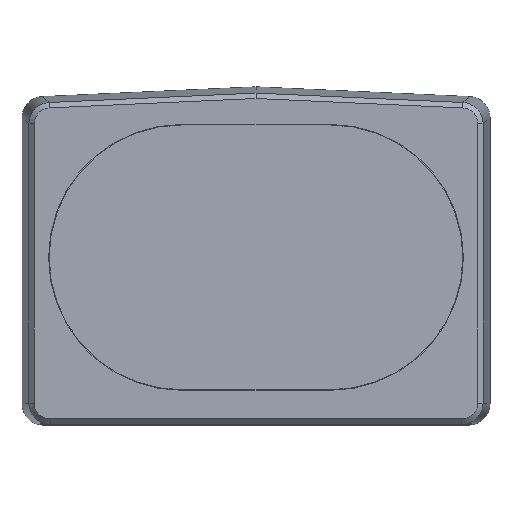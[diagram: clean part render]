
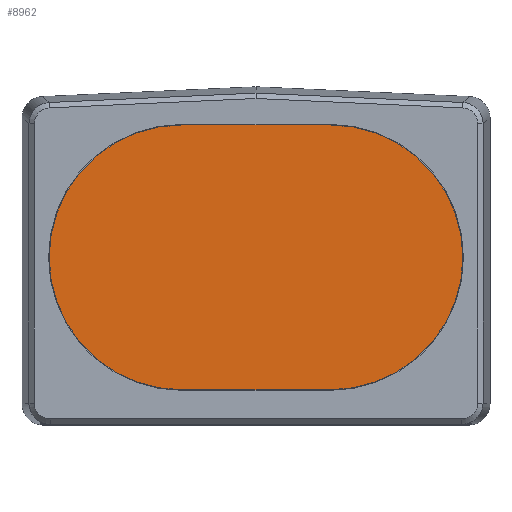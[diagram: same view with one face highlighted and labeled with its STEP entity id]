
A CAD part, top view. The second image highlights one B-rep face of the part: STEP entity #8962.
In plain terms, the highlighted planar face has unit normal (0, 0, 1).
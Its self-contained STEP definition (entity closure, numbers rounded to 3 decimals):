
#8845=CARTESIAN_POINT('',(-7.,-0.6,19.7));
#8846=DIRECTION('',(0.,0.,1.));
#8847=DIRECTION('',(0.,1.,0.));
#8848=AXIS2_PLACEMENT_3D('',#8845,#8846,#8847);
#8850=DIRECTION('',(-1.,0.,0.));
#8851=VECTOR('',#8850,14.);
#8852=CARTESIAN_POINT('',(7.,11.85,19.7));
#8853=LINE('',#8852,#8851);
#8854=CARTESIAN_POINT('',(7.,-0.6,19.7));
#8855=DIRECTION('',(0.,0.,1.));
#8856=DIRECTION('',(0.,-1.,0.));
#8857=AXIS2_PLACEMENT_3D('',#8854,#8855,#8856);
#8859=DIRECTION('',(1.,0.,0.));
#8860=VECTOR('',#8859,14.);
#8861=CARTESIAN_POINT('',(-7.,-13.05,19.7));
#8862=LINE('',#8861,#8860);
#8871=CARTESIAN_POINT('',(-7.,11.85,19.7));
#8872=CARTESIAN_POINT('',(-7.,-13.05,19.7));
#8873=VERTEX_POINT('',#8871);
#8874=VERTEX_POINT('',#8872);
#8875=CARTESIAN_POINT('',(7.,-13.05,19.7));
#8876=VERTEX_POINT('',#8875);
#8877=CARTESIAN_POINT('',(7.,11.85,19.7));
#8878=VERTEX_POINT('',#8877);
#8951=CARTESIAN_POINT('',(0.,0.,19.7));
#8952=DIRECTION('',(0.,0.,1.));
#8953=DIRECTION('',(1.,0.,0.));
#8954=AXIS2_PLACEMENT_3D('',#8951,#8952,#8953);
#8955=PLANE('',#8954);
#8956=ORIENTED_EDGE('',*,*,#8903,.F.);
#8957=ORIENTED_EDGE('',*,*,#8918,.F.);
#8958=ORIENTED_EDGE('',*,*,#8932,.F.);
#8959=ORIENTED_EDGE('',*,*,#8945,.F.);
#8960=EDGE_LOOP('',(#8956,#8957,#8958,#8959));
#8961=FACE_OUTER_BOUND('',#8960,.F.);
#8962=ADVANCED_FACE('',(#8961),#8955,.T.);
#8849=CIRCLE('',#8848,12.45);
#8858=CIRCLE('',#8857,12.45);
#8903=EDGE_CURVE('',#8873,#8874,#8849,.T.);
#8918=EDGE_CURVE('',#8878,#8873,#8853,.T.);
#8932=EDGE_CURVE('',#8876,#8878,#8858,.T.);
#8945=EDGE_CURVE('',#8874,#8876,#8862,.T.);
